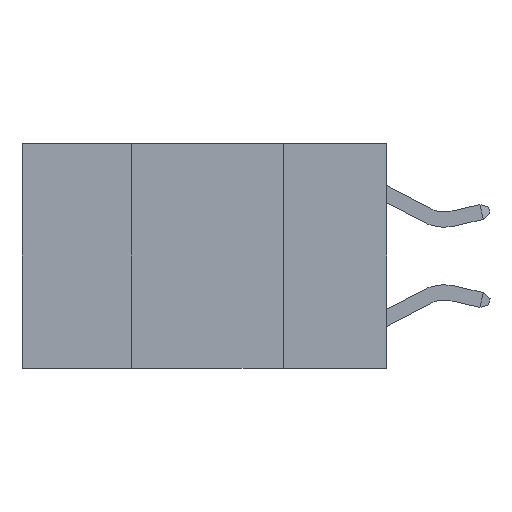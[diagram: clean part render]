
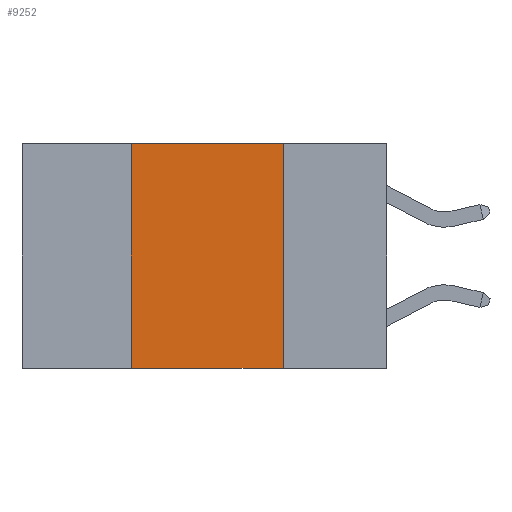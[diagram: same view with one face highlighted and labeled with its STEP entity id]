
A CAD part, left-side view. The second image highlights one B-rep face of the part: STEP entity #9252.
In plain terms, the highlighted planar face has unit normal (-1, 0, 0).
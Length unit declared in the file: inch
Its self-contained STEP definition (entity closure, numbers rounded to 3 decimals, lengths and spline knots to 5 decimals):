
#397 = DIRECTION ( 'NONE',  ( 0., 0., -1. ) ) ;
#504 = DIRECTION ( 'NONE',  ( 0., 0., 1. ) ) ;
#922 = CARTESIAN_POINT ( 'NONE',  ( 0., 0.42, -0.37 ) ) ;
#1101 = AXIS2_PLACEMENT_3D ( 'NONE', #1990, #5128, #397 ) ;
#1445 = LINE ( 'NONE', #8939, #5373 ) ;
#1697 = VECTOR ( 'NONE', #504, 39.37008 ) ;
#1831 = CARTESIAN_POINT ( 'NONE',  ( 0., 0.17, 0. ) ) ;
#1990 = CARTESIAN_POINT ( 'NONE',  ( 0., 0.6, 0. ) ) ;
#2127 = DIRECTION ( 'NONE',  ( 0., 0., -1. ) ) ;
#2128 = CARTESIAN_POINT ( 'NONE',  ( 0., 0.42, 0. ) ) ;
#2767 = PLANE ( 'NONE',  #1101 ) ;
#2835 = VERTEX_POINT ( 'NONE', #4056 ) ;
#2856 = VERTEX_POINT ( 'NONE', #922 ) ;
#3791 = LINE ( 'NONE', #2128, #1697 ) ;
#4056 = CARTESIAN_POINT ( 'NONE',  ( 0., 0.17, -0.37 ) ) ;
#4429 = VECTOR ( 'NONE', #2127, 39.37008 ) ;
#4772 = VECTOR ( 'NONE', #6049, 39.37008 ) ;
#5128 = DIRECTION ( 'NONE',  ( 1., 0., 0. ) ) ;
#5202 = CARTESIAN_POINT ( 'NONE',  ( 0., 0.42, 0. ) ) ;
#5373 = VECTOR ( 'NONE', #8154, 39.37008 ) ;
#5781 = EDGE_CURVE ( 'NONE', #8469, #2835, #6531, .T. ) ;
#6016 = CARTESIAN_POINT ( 'NONE',  ( 0., 0.6, -0.37 ) ) ;
#6049 = DIRECTION ( 'NONE',  ( 0., -1., 0. ) ) ;
#6531 = LINE ( 'NONE', #7571, #4429 ) ;
#6860 = LINE ( 'NONE', #6016, #4772 ) ;
#6938 = EDGE_CURVE ( 'NONE', #2856, #2835, #6860, .T. ) ;
#7336 = ORIENTED_EDGE ( 'NONE', *, *, #6938, .T. ) ;
#7444 = VERTEX_POINT ( 'NONE', #5202 ) ;
#7449 = EDGE_CURVE ( 'NONE', #2856, #7444, #3791, .T. ) ;
#7571 = CARTESIAN_POINT ( 'NONE',  ( 0., 0.17, 0. ) ) ;
#7600 = EDGE_LOOP ( 'NONE', ( #8198, #8281, #9061, #7336 ) ) ;
#7782 = FACE_OUTER_BOUND ( 'NONE', #7600, .T. ) ;
#7910 = EDGE_CURVE ( 'NONE', #7444, #8469, #1445, .T. ) ;
#8154 = DIRECTION ( 'NONE',  ( 0., -1., 0. ) ) ;
#8198 = ORIENTED_EDGE ( 'NONE', *, *, #5781, .F. ) ;
#8281 = ORIENTED_EDGE ( 'NONE', *, *, #7910, .F. ) ;
#8469 = VERTEX_POINT ( 'NONE', #1831 ) ;
#8939 = CARTESIAN_POINT ( 'NONE',  ( 0., 0.6, 0. ) ) ;
#9061 = ORIENTED_EDGE ( 'NONE', *, *, #7449, .F. ) ;
#9252 = ADVANCED_FACE ( 'NONE', ( #7782 ), #2767, .F. ) ;
